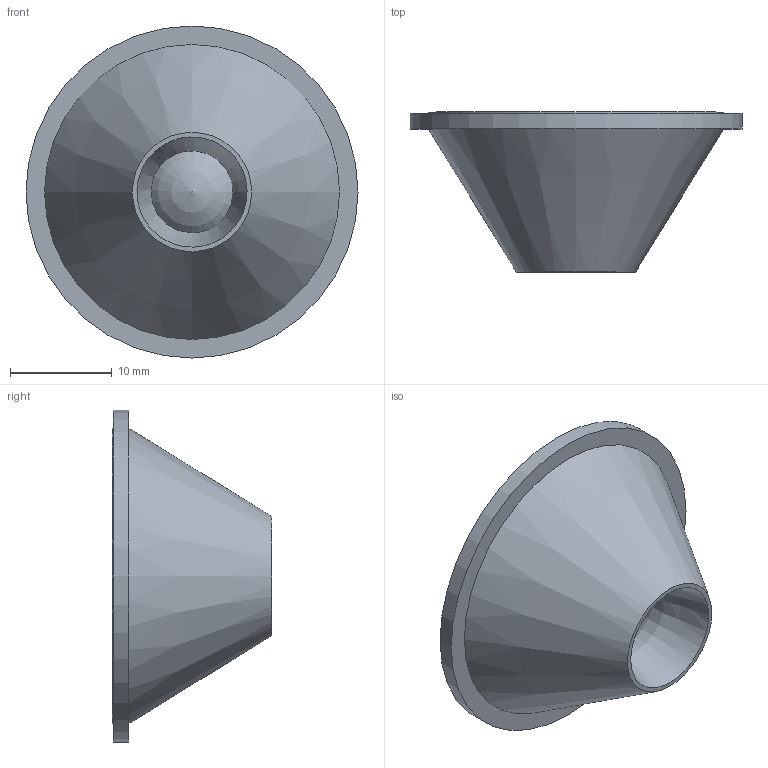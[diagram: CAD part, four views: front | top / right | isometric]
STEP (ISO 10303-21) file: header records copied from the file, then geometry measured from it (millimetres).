
FILE_DESCRIPTION(('STEP AP214'),'1');
FILE_NAME('LLC15N7 - MECHANICAL VERSION.stp','2019-06-07T13:43:31',(' '),(' '),'Spatial InterOp 3D',' ',' ');
FILE_SCHEMA(('AUTOMOTIVE_DESIGN { 1 0 10303 214 1 1 1 1 }'));
Length unit declared in the file: millimetre
Products named in the file (1): LLC15N7 - MECHANICAL VERSION
Bounding box: 32.64 x 15.73 x 32.64 mm (x, y, z)
Volume: 5535.8 mm3; surface area: 2696.1 mm2
Topology: 1 solids, 1 shells, 8 faces, 15 edges, 11 vertices
Faces by surface type: plane 4, cylinder 2, revolution 1, cone 1
Full cylindrical faces by diameter (mm): 29.038 x1, 32.64 x1
Entity records: 266 total; most frequent: CARTESIAN_POINT 55, DIRECTION 29, AXIS2_PLACEMENT_3D 14, EDGE_LOOP 14, ORIENTED_EDGE 14, FACE_OUTER_BOUND 10, STYLED_ITEM 8, PRESENTATION_STYLE_ASSIGNMENT 8
